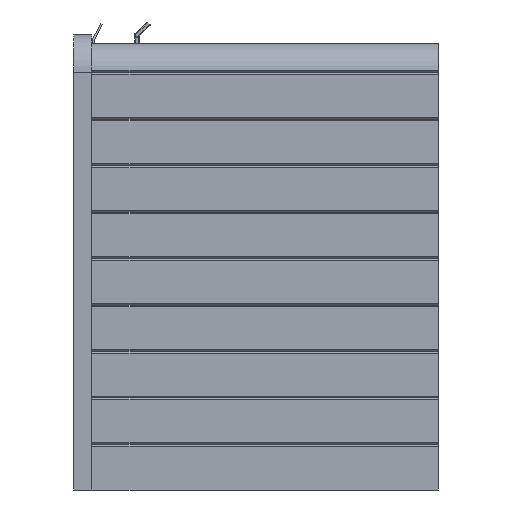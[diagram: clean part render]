
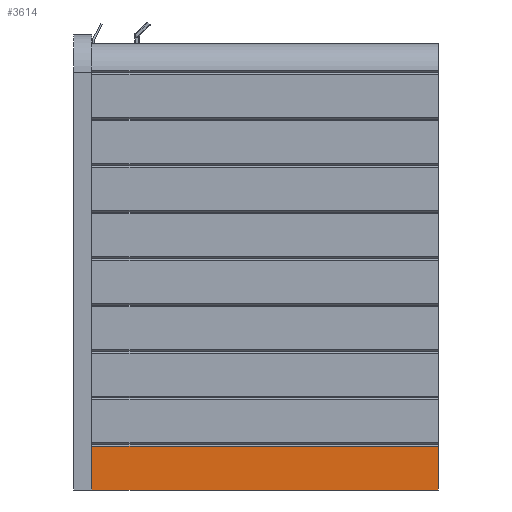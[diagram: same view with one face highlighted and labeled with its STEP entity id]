
A CAD part, left-side view. The second image highlights one B-rep face of the part: STEP entity #3614.
In plain terms, the highlighted planar face has unit normal (-1, 0, 0).
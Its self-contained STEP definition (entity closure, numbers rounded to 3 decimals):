
#312 = EDGE_CURVE ( 'NONE', #5679, #2455, #6474, .T. ) ;
#496 = VERTEX_POINT ( 'NONE', #4879 ) ;
#721 = DIRECTION ( 'NONE',  ( 0., -1., 0. ) ) ;
#773 = VECTOR ( 'NONE', #2712, 1000. ) ;
#1035 = EDGE_LOOP ( 'NONE', ( #4611, #4109, #3062, #4078 ) ) ;
#1437 = VECTOR ( 'NONE', #5609, 1000. ) ;
#1522 = LINE ( 'NONE', #3172, #5742 ) ;
#1717 = DIRECTION ( 'NONE',  ( 0., 0., -1. ) ) ;
#2233 = CARTESIAN_POINT ( 'NONE',  ( -590., 0., 0. ) ) ;
#2455 = VERTEX_POINT ( 'NONE', #5928 ) ;
#2505 = CARTESIAN_POINT ( 'NONE',  ( -590., 0., 490. ) ) ;
#2543 = CARTESIAN_POINT ( 'NONE',  ( -590., 0., 490. ) ) ;
#2573 = FACE_OUTER_BOUND ( 'NONE', #1035, .T. ) ;
#2656 = EDGE_CURVE ( 'NONE', #3637, #2455, #3297, .T. ) ;
#2712 = DIRECTION ( 'NONE',  ( 0., 1., 0. ) ) ;
#3062 = ORIENTED_EDGE ( 'NONE', *, *, #3790, .T. ) ;
#3068 = PLANE ( 'NONE',  #3967 ) ;
#3090 = CARTESIAN_POINT ( 'NONE',  ( -590., 380., 0. ) ) ;
#3172 = CARTESIAN_POINT ( 'NONE',  ( -590., 380., 490. ) ) ;
#3297 = LINE ( 'NONE', #2233, #3374 ) ;
#3374 = VECTOR ( 'NONE', #721, 1000. ) ;
#3614 = ADVANCED_FACE ( 'NONE', ( #2573 ), #3068, .F. ) ;
#3637 = VERTEX_POINT ( 'NONE', #3090 ) ;
#3790 = EDGE_CURVE ( 'NONE', #496, #3637, #1522, .T. ) ;
#3835 = CARTESIAN_POINT ( 'NONE',  ( -590., 0., 48. ) ) ;
#3967 = AXIS2_PLACEMENT_3D ( 'NONE', #2543, #4126, #5213 ) ;
#4078 = ORIENTED_EDGE ( 'NONE', *, *, #2656, .T. ) ;
#4109 = ORIENTED_EDGE ( 'NONE', *, *, #4360, .T. ) ;
#4126 = DIRECTION ( 'NONE',  ( 1., 0., 0. ) ) ;
#4337 = LINE ( 'NONE', #6210, #773 ) ;
#4360 = EDGE_CURVE ( 'NONE', #5679, #496, #4337, .T. ) ;
#4611 = ORIENTED_EDGE ( 'NONE', *, *, #312, .F. ) ;
#4879 = CARTESIAN_POINT ( 'NONE',  ( -590., 380., 48. ) ) ;
#5213 = DIRECTION ( 'NONE',  ( 0., 1., 0. ) ) ;
#5609 = DIRECTION ( 'NONE',  ( 0., 0., -1. ) ) ;
#5679 = VERTEX_POINT ( 'NONE', #3835 ) ;
#5742 = VECTOR ( 'NONE', #1717, 1000. ) ;
#5928 = CARTESIAN_POINT ( 'NONE',  ( -590., 0., 0. ) ) ;
#6210 = CARTESIAN_POINT ( 'NONE',  ( -590., 0., 48. ) ) ;
#6474 = LINE ( 'NONE', #2505, #1437 ) ;
